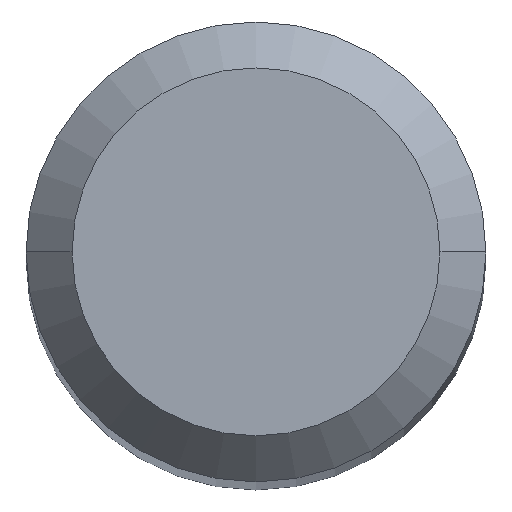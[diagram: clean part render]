
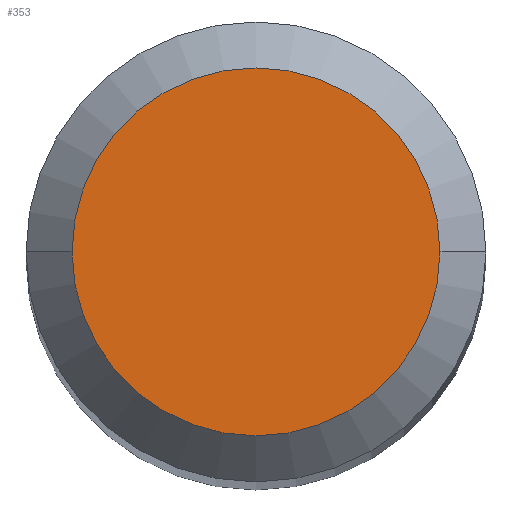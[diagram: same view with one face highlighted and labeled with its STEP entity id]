
A CAD part, top view. The second image highlights one B-rep face of the part: STEP entity #353.
In plain terms, the highlighted planar face has unit normal (0, 0, 1).
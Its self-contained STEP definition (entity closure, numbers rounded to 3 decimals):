
#22 = CARTESIAN_POINT ( 'NONE',  ( 1.2, 0., 38. ) ) ;
#97 = DIRECTION ( 'NONE',  ( -1., 0., 0. ) ) ;
#110 = EDGE_CURVE ( 'NONE', #271, #316, #246, .T. ) ;
#135 = DIRECTION ( 'NONE',  ( 0., 0., -1. ) ) ;
#159 = EDGE_LOOP ( 'NONE', ( #564, #527 ) ) ;
#163 = DIRECTION ( 'NONE',  ( 0., 0., -1. ) ) ;
#246 = CIRCLE ( 'NONE', #538, 1.2 ) ;
#271 = VERTEX_POINT ( 'NONE', #667 ) ;
#311 = CIRCLE ( 'NONE', #399, 1.2 ) ;
#316 = VERTEX_POINT ( 'NONE', #22 ) ;
#353 = ADVANCED_FACE ( 'NONE', ( #520 ), #461, .F. ) ;
#389 = DIRECTION ( 'NONE',  ( -1., 0., 0. ) ) ;
#399 = AXIS2_PLACEMENT_3D ( 'NONE', #656, #163, #389 ) ;
#400 = CARTESIAN_POINT ( 'NONE',  ( 0., 0., 38. ) ) ;
#461 = PLANE ( 'NONE',  #706 ) ;
#520 = FACE_OUTER_BOUND ( 'NONE', #159, .T. ) ;
#523 = EDGE_CURVE ( 'NONE', #316, #271, #311, .T. ) ;
#527 = ORIENTED_EDGE ( 'NONE', *, *, #523, .F. ) ;
#538 = AXIS2_PLACEMENT_3D ( 'NONE', #591, #649, #97 ) ;
#564 = ORIENTED_EDGE ( 'NONE', *, *, #110, .F. ) ;
#591 = CARTESIAN_POINT ( 'NONE',  ( 0., 0., 38. ) ) ;
#649 = DIRECTION ( 'NONE',  ( 0., 0., -1. ) ) ;
#656 = CARTESIAN_POINT ( 'NONE',  ( 0., 0., 38. ) ) ;
#667 = CARTESIAN_POINT ( 'NONE',  ( -1.2, 0., 38. ) ) ;
#686 = DIRECTION ( 'NONE',  ( -1., 0., 0. ) ) ;
#706 = AXIS2_PLACEMENT_3D ( 'NONE', #400, #135, #686 ) ;
